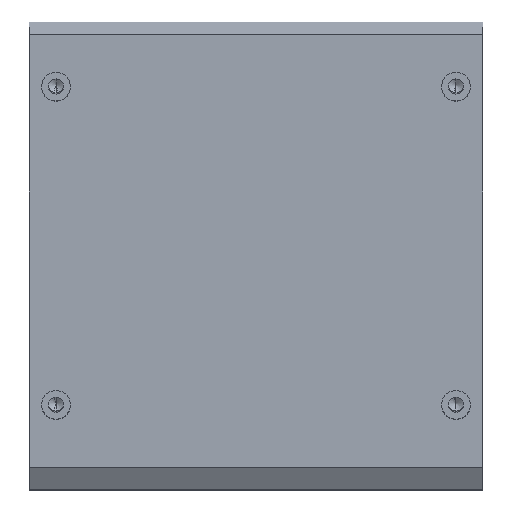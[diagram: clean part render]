
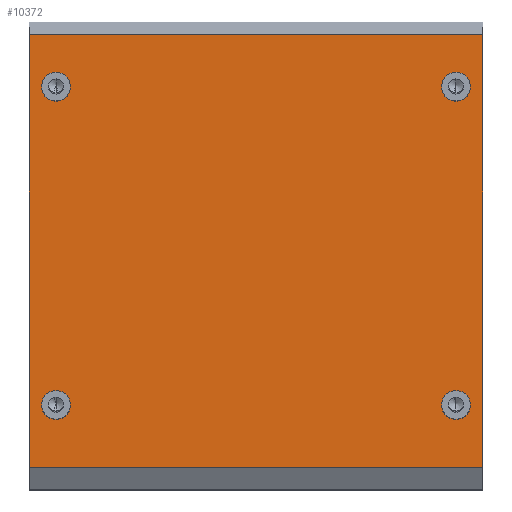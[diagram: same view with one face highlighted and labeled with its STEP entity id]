
A CAD part, top view. The second image highlights one B-rep face of the part: STEP entity #10372.
In plain terms, the highlighted planar face has unit normal (0, -0.019, 1).
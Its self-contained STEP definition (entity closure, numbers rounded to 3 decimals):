
#274 = CARTESIAN_POINT ( 'NONE',  ( -3.412, 12.61, 2.301 ) ) ;
#309 = CARTESIAN_POINT ( 'NONE',  ( 92.63, 102.083, 4. ) ) ;
#614 = AXIS2_PLACEMENT_3D ( 'NONE', #14628, #4632, #10402 ) ;
#621 = CIRCLE ( 'NONE', #3377, 3.25 ) ;
#623 = VERTEX_POINT ( 'NONE', #5492 ) ;
#691 = CIRCLE ( 'NONE', #11451, 3.25 ) ;
#836 = CARTESIAN_POINT ( 'NONE',  ( 86.63, 12.61, 2.301 ) ) ;
#896 = DIRECTION ( 'NONE',  ( 0., -1., -0.019 ) ) ;
#918 = AXIS2_PLACEMENT_3D ( 'NONE', #3932, #1047, #14506 ) ;
#1047 = DIRECTION ( 'NONE',  ( 0., -0.019, 1. ) ) ;
#1193 = VECTOR ( 'NONE', #6160, 1000. ) ;
#1284 = ORIENTED_EDGE ( 'NONE', *, *, #4421, .T. ) ;
#1324 = EDGE_CURVE ( 'NONE', #6523, #16146, #17984, .T. ) ;
#1350 = ORIENTED_EDGE ( 'NONE', *, *, #18327, .F. ) ;
#1511 = DIRECTION ( 'NONE',  ( 0., -1., -0.019 ) ) ;
#1739 = LINE ( 'NONE', #309, #1193 ) ;
#2235 = VECTOR ( 'NONE', #6820, 1000. ) ;
#2943 = VERTEX_POINT ( 'NONE', #6017 ) ;
#2993 = CARTESIAN_POINT ( 'NONE',  ( 92.63, 99.228, 3.946 ) ) ;
#3097 = FACE_BOUND ( 'NONE', #8589, .T. ) ;
#3120 = CARTESIAN_POINT ( 'NONE',  ( 86.63, 84.243, 3.661 ) ) ;
#3377 = AXIS2_PLACEMENT_3D ( 'NONE', #9668, #5250, #14191 ) ;
#3581 = VERTEX_POINT ( 'NONE', #10502 ) ;
#3703 = DIRECTION ( 'NONE',  ( 0., -1., -0.019 ) ) ;
#3837 = CARTESIAN_POINT ( 'NONE',  ( -3.412, 90.742, 3.785 ) ) ;
#3932 = CARTESIAN_POINT ( 'NONE',  ( -3.412, 87.493, 3.723 ) ) ;
#4210 = ORIENTED_EDGE ( 'NONE', *, *, #6717, .F. ) ;
#4421 = EDGE_CURVE ( 'NONE', #5393, #623, #4666, .T. ) ;
#4632 = DIRECTION ( 'NONE',  ( 0., 0.019, -1. ) ) ;
#4666 = LINE ( 'NONE', #18014, #16539 ) ;
#4798 = ORIENTED_EDGE ( 'NONE', *, *, #6801, .F. ) ;
#4853 = DIRECTION ( 'NONE',  ( 1., 0., 0. ) ) ;
#5195 = LINE ( 'NONE', #18265, #2235 ) ;
#5250 = DIRECTION ( 'NONE',  ( 0., -0.019, 1. ) ) ;
#5393 = VERTEX_POINT ( 'NONE', #11062 ) ;
#5492 = CARTESIAN_POINT ( 'NONE',  ( 92.63, 1.764, 2.095 ) ) ;
#5742 = DIRECTION ( 'NONE',  ( 0., -0.019, 1. ) ) ;
#6017 = CARTESIAN_POINT ( 'NONE',  ( 86.63, 19.109, 2.424 ) ) ;
#6160 = DIRECTION ( 'NONE',  ( 0., -1., -0.019 ) ) ;
#6523 = VERTEX_POINT ( 'NONE', #10574 ) ;
#6640 = VERTEX_POINT ( 'NONE', #3837 ) ;
#6648 = CARTESIAN_POINT ( 'NONE',  ( 86.63, 87.493, 3.723 ) ) ;
#6653 = CARTESIAN_POINT ( 'NONE',  ( -9.412, 102.083, 4. ) ) ;
#6717 = EDGE_CURVE ( 'NONE', #7062, #6640, #15655, .T. ) ;
#6801 = EDGE_CURVE ( 'NONE', #13109, #2943, #621, .T. ) ;
#6820 = DIRECTION ( 'NONE',  ( -1., 0., 0. ) ) ;
#6960 = DIRECTION ( 'NONE',  ( 0., -1., -0.019 ) ) ;
#7044 = EDGE_LOOP ( 'NONE', ( #4210, #18702 ) ) ;
#7062 = VERTEX_POINT ( 'NONE', #9967 ) ;
#7160 = ORIENTED_EDGE ( 'NONE', *, *, #1324, .F. ) ;
#7462 = ORIENTED_EDGE ( 'NONE', *, *, #10722, .F. ) ;
#7543 = AXIS2_PLACEMENT_3D ( 'NONE', #11138, #15255, #14010 ) ;
#8506 = CARTESIAN_POINT ( 'NONE',  ( -3.412, 15.86, 2.363 ) ) ;
#8589 = EDGE_LOOP ( 'NONE', ( #4798, #15764 ) ) ;
#8862 = FACE_BOUND ( 'NONE', #12542, .T. ) ;
#9045 = ORIENTED_EDGE ( 'NONE', *, *, #14934, .T. ) ;
#9258 = EDGE_CURVE ( 'NONE', #12216, #623, #1739, .T. ) ;
#9473 = EDGE_CURVE ( 'NONE', #2943, #13109, #16231, .T. ) ;
#9529 = CIRCLE ( 'NONE', #15664, 3.25 ) ;
#9668 = CARTESIAN_POINT ( 'NONE',  ( 86.63, 15.86, 2.363 ) ) ;
#9967 = CARTESIAN_POINT ( 'NONE',  ( -3.412, 84.243, 3.661 ) ) ;
#10313 = CARTESIAN_POINT ( 'NONE',  ( -9.412, 99.228, 3.946 ) ) ;
#10372 = ADVANCED_FACE ( 'NONE', ( #11763, #8862, #3097, #17611, #16071 ), #12141, .F. ) ;
#10402 = DIRECTION ( 'NONE',  ( 0., 1., 0.019 ) ) ;
#10502 = CARTESIAN_POINT ( 'NONE',  ( -3.412, 19.109, 2.424 ) ) ;
#10574 = CARTESIAN_POINT ( 'NONE',  ( 86.63, 90.742, 3.785 ) ) ;
#10722 = EDGE_CURVE ( 'NONE', #12970, #3581, #9529, .T. ) ;
#11062 = CARTESIAN_POINT ( 'NONE',  ( -9.412, 1.764, 2.095 ) ) ;
#11095 = DIRECTION ( 'NONE',  ( 0., -1., -0.019 ) ) ;
#11138 = CARTESIAN_POINT ( 'NONE',  ( 86.63, 87.493, 3.723 ) ) ;
#11451 = AXIS2_PLACEMENT_3D ( 'NONE', #17239, #15513, #3703 ) ;
#11546 = VECTOR ( 'NONE', #896, 1000. ) ;
#11623 = CARTESIAN_POINT ( 'NONE',  ( 86.63, 15.86, 2.363 ) ) ;
#11763 = FACE_BOUND ( 'NONE', #7044, .T. ) ;
#11864 = ORIENTED_EDGE ( 'NONE', *, *, #17171, .T. ) ;
#12010 = ORIENTED_EDGE ( 'NONE', *, *, #16868, .F. ) ;
#12141 = PLANE ( 'NONE',  #614 ) ;
#12216 = VERTEX_POINT ( 'NONE', #2993 ) ;
#12525 = DIRECTION ( 'NONE',  ( 0., -0.019, 1. ) ) ;
#12542 = EDGE_LOOP ( 'NONE', ( #1350, #7160 ) ) ;
#12562 = EDGE_LOOP ( 'NONE', ( #11864, #1284, #14663, #9045 ) ) ;
#12573 = DIRECTION ( 'NONE',  ( 0., -1., -0.019 ) ) ;
#12970 = VERTEX_POINT ( 'NONE', #274 ) ;
#13059 = CIRCLE ( 'NONE', #17034, 3.25 ) ;
#13109 = VERTEX_POINT ( 'NONE', #836 ) ;
#13697 = LINE ( 'NONE', #6653, #11546 ) ;
#14010 = DIRECTION ( 'NONE',  ( 0., -1., -0.019 ) ) ;
#14191 = DIRECTION ( 'NONE',  ( 0., -1., -0.019 ) ) ;
#14277 = CIRCLE ( 'NONE', #16717, 3.25 ) ;
#14373 = DIRECTION ( 'NONE',  ( 0., -0.019, 1. ) ) ;
#14506 = DIRECTION ( 'NONE',  ( 0., -1., -0.019 ) ) ;
#14537 = EDGE_CURVE ( 'NONE', #6640, #7062, #691, .T. ) ;
#14628 = CARTESIAN_POINT ( 'NONE',  ( 92.63, 102.083, 4. ) ) ;
#14663 = ORIENTED_EDGE ( 'NONE', *, *, #9258, .F. ) ;
#14934 = EDGE_CURVE ( 'NONE', #12216, #17499, #5195, .T. ) ;
#15255 = DIRECTION ( 'NONE',  ( 0., -0.019, 1. ) ) ;
#15513 = DIRECTION ( 'NONE',  ( 0., -0.019, 1. ) ) ;
#15620 = AXIS2_PLACEMENT_3D ( 'NONE', #11623, #5742, #1511 ) ;
#15655 = CIRCLE ( 'NONE', #918, 3.25 ) ;
#15664 = AXIS2_PLACEMENT_3D ( 'NONE', #16693, #18514, #12573 ) ;
#15672 = EDGE_LOOP ( 'NONE', ( #7462, #12010 ) ) ;
#15764 = ORIENTED_EDGE ( 'NONE', *, *, #9473, .F. ) ;
#16071 = FACE_OUTER_BOUND ( 'NONE', #12562, .T. ) ;
#16146 = VERTEX_POINT ( 'NONE', #3120 ) ;
#16231 = CIRCLE ( 'NONE', #15620, 3.25 ) ;
#16539 = VECTOR ( 'NONE', #4853, 1000. ) ;
#16693 = CARTESIAN_POINT ( 'NONE',  ( -3.412, 15.86, 2.363 ) ) ;
#16717 = AXIS2_PLACEMENT_3D ( 'NONE', #6648, #12525, #11095 ) ;
#16868 = EDGE_CURVE ( 'NONE', #3581, #12970, #13059, .T. ) ;
#17034 = AXIS2_PLACEMENT_3D ( 'NONE', #8506, #14373, #6960 ) ;
#17171 = EDGE_CURVE ( 'NONE', #17499, #5393, #13697, .T. ) ;
#17239 = CARTESIAN_POINT ( 'NONE',  ( -3.412, 87.493, 3.723 ) ) ;
#17499 = VERTEX_POINT ( 'NONE', #10313 ) ;
#17611 = FACE_BOUND ( 'NONE', #15672, .T. ) ;
#17984 = CIRCLE ( 'NONE', #7543, 3.25 ) ;
#18014 = CARTESIAN_POINT ( 'NONE',  ( 92.63, 1.764, 2.095 ) ) ;
#18265 = CARTESIAN_POINT ( 'NONE',  ( 92.63, 99.228, 3.946 ) ) ;
#18327 = EDGE_CURVE ( 'NONE', #16146, #6523, #14277, .T. ) ;
#18514 = DIRECTION ( 'NONE',  ( 0., -0.019, 1. ) ) ;
#18702 = ORIENTED_EDGE ( 'NONE', *, *, #14537, .F. ) ;
